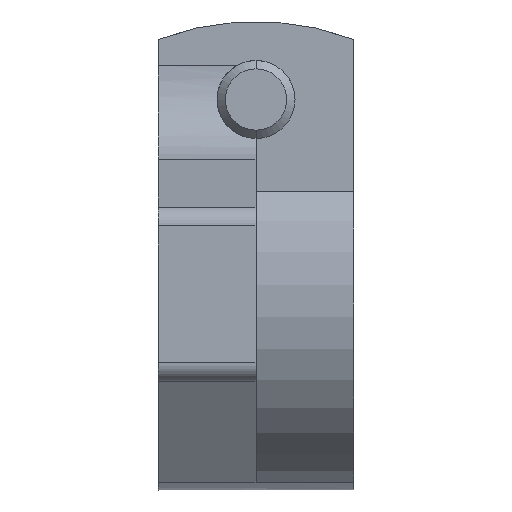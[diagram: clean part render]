
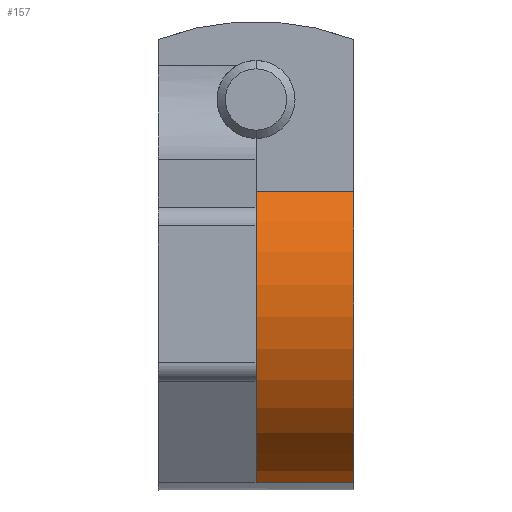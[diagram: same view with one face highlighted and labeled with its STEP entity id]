
A CAD part, top view. The second image highlights one B-rep face of the part: STEP entity #157.
In plain terms, the highlighted cylindrical face has radius 10 mm (diameter 20 mm), a partial arc.
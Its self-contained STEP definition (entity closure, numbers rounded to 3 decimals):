
#157 = ADVANCED_FACE( '', ( #263 ), #264, .T. );
#263 = FACE_OUTER_BOUND( '', #400, .T. );
#264 = CYLINDRICAL_SURFACE( '', #401, 10. );
#400 = EDGE_LOOP( '', ( #770, #771, #772, #773 ) );
#401 = AXIS2_PLACEMENT_3D( '', #774, #775, #776 );
#770 = ORIENTED_EDGE( '', *, *, #996, .T. );
#771 = ORIENTED_EDGE( '', *, *, #1106, .F. );
#772 = ORIENTED_EDGE( '', *, *, #1031, .T. );
#773 = ORIENTED_EDGE( '', *, *, #1100, .F. );
#774 = CARTESIAN_POINT( '', ( 0., 0., 0. ) );
#775 = DIRECTION( '', ( 1., 0., 0. ) );
#776 = DIRECTION( '', ( 0., -0.961, 0.275 ) );
#996 = EDGE_CURVE( '', #1167, #1168, #1169, .T. );
#1031 = EDGE_CURVE( '', #1234, #1232, #1235, .T. );
#1100 = EDGE_CURVE( '', #1167, #1232, #1347, .T. );
#1106 = EDGE_CURVE( '', #1234, #1168, #1353, .T. );
#1167 = VERTEX_POINT( '', #1450 );
#1168 = VERTEX_POINT( '', #1451 );
#1169 = LINE( '', #1452, #1453 );
#1232 = VERTEX_POINT( '', #1556 );
#1234 = VERTEX_POINT( '', #1559 );
#1235 = LINE( '', #1560, #1561 );
#1347 = CIRCLE( '', #1724, 10. );
#1353 = CIRCLE( '', #1735, 10. );
#1450 = CARTESIAN_POINT( '', ( -5., -9.614, 2.751 ) );
#1451 = CARTESIAN_POINT( '', ( 0., -9.614, 2.751 ) );
#1452 = CARTESIAN_POINT( '', ( 0., -9.614, 2.751 ) );
#1453 = VECTOR( '', #1872, 1. );
#1556 = CARTESIAN_POINT( '', ( -5., 5.268, 8.5 ) );
#1559 = CARTESIAN_POINT( '', ( 0., 5.268, 8.5 ) );
#1560 = CARTESIAN_POINT( '', ( 0., 5.268, 8.5 ) );
#1561 = VECTOR( '', #1940, 1. );
#1724 = AXIS2_PLACEMENT_3D( '', #2066, #2067, #2068 );
#1735 = AXIS2_PLACEMENT_3D( '', #2074, #2075, #2076 );
#1872 = DIRECTION( '', ( 1., 0., 0. ) );
#1940 = DIRECTION( '', ( -1., 0., 0. ) );
#2066 = CARTESIAN_POINT( '', ( -5., 0., 0. ) );
#2067 = DIRECTION( '', ( -1., 0., 0. ) );
#2068 = DIRECTION( '', ( 0., 0.527, 0.85 ) );
#2074 = CARTESIAN_POINT( '', ( 0., 0., 0. ) );
#2075 = DIRECTION( '', ( 1., 0., 0. ) );
#2076 = DIRECTION( '', ( 0., 0.527, 0.85 ) );
